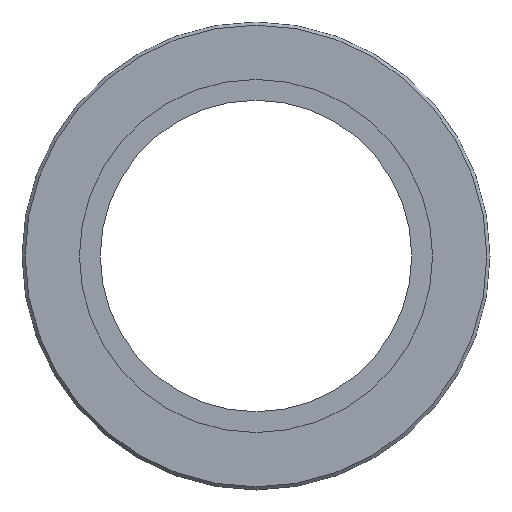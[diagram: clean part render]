
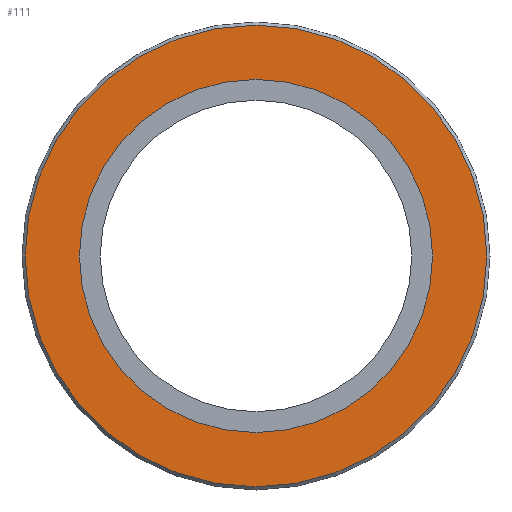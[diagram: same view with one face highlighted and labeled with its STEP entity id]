
A CAD part, left-side view. The second image highlights one B-rep face of the part: STEP entity #111.
In plain terms, the highlighted planar face has unit normal (-1, 0, 0).
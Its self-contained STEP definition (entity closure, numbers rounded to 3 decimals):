
#34 = DIRECTION ( 'NONE',  ( 0., 0., -1. ) ) ;
#40 = VERTEX_POINT ( 'NONE', #336 ) ;
#58 = CARTESIAN_POINT ( 'NONE',  ( 0., 41.5, 0. ) ) ;
#86 = EDGE_CURVE ( 'NONE', #40, #40, #393, .T. ) ;
#91 = VERTEX_POINT ( 'NONE', #99 ) ;
#97 = AXIS2_PLACEMENT_3D ( 'NONE', #58, #371, #436 ) ;
#99 = CARTESIAN_POINT ( 'NONE',  ( 0., 0., 41.5 ) ) ;
#111 = ADVANCED_FACE ( 'NONE', ( #373, #319 ), #262, .F. ) ;
#112 = DIRECTION ( 'NONE',  ( 0., 0., 1. ) ) ;
#127 = ORIENTED_EDGE ( 'NONE', *, *, #291, .F. ) ;
#140 = CARTESIAN_POINT ( 'NONE',  ( 0., 0., 0. ) ) ;
#191 = ORIENTED_EDGE ( 'NONE', *, *, #86, .F. ) ;
#202 = EDGE_LOOP ( 'NONE', ( #127 ) ) ;
#209 = AXIS2_PLACEMENT_3D ( 'NONE', #221, #292, #34 ) ;
#221 = CARTESIAN_POINT ( 'NONE',  ( 0., 0., 0. ) ) ;
#262 = PLANE ( 'NONE',  #97 ) ;
#291 = EDGE_CURVE ( 'NONE', #91, #91, #437, .T. ) ;
#292 = DIRECTION ( 'NONE',  ( 1., 0., 0. ) ) ;
#319 = FACE_OUTER_BOUND ( 'NONE', #383, .T. ) ;
#336 = CARTESIAN_POINT ( 'NONE',  ( 0., 0., -54.25 ) ) ;
#365 = AXIS2_PLACEMENT_3D ( 'NONE', #140, #415, #112 ) ;
#371 = DIRECTION ( 'NONE',  ( 1., 0., 0. ) ) ;
#373 = FACE_BOUND ( 'NONE', #202, .T. ) ;
#383 = EDGE_LOOP ( 'NONE', ( #191 ) ) ;
#393 = CIRCLE ( 'NONE', #209, 54.25 ) ;
#415 = DIRECTION ( 'NONE',  ( -1., 0., 0. ) ) ;
#436 = DIRECTION ( 'NONE',  ( 0., 0., -1. ) ) ;
#437 = CIRCLE ( 'NONE', #365, 41.5 ) ;
